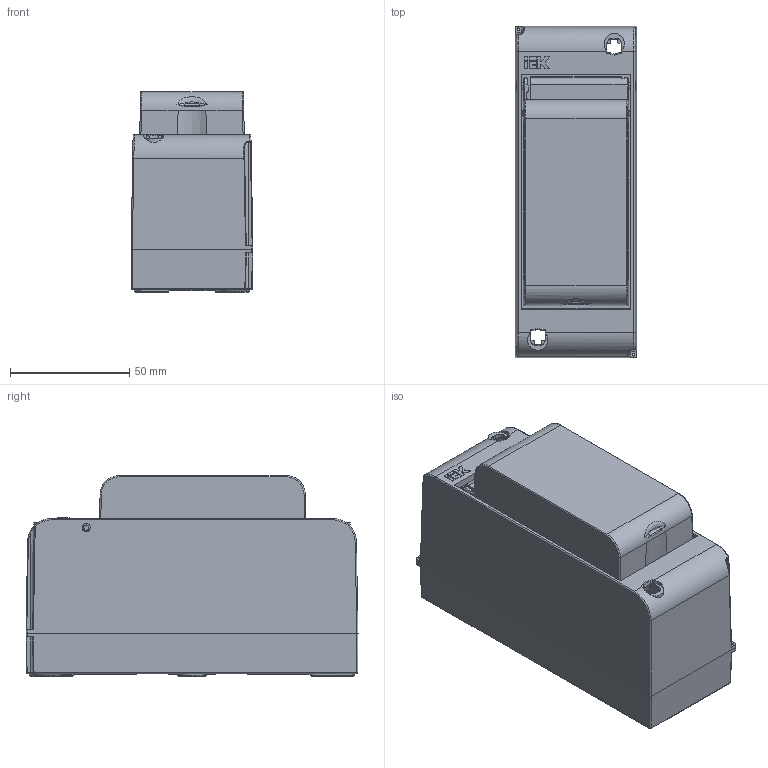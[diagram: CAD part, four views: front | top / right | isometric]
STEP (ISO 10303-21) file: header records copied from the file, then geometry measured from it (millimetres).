
FILE_DESCRIPTION (( 'STEP AP203' ), '1' );
FILE_NAME ('UIM-KP72-N-02-20-K02_UNION Mini Êîðïóñ ïëàñòèê. ÊÌÏí-2 IP30 ÷åðíûé IEK.STEP', '2024-03-27T12:19:25', ( '' ), ( '' ), 'SwSTEP 2.0', 'SolidWorks 2022', '' );
FILE_SCHEMA (( 'CONFIG_CONTROL_DESIGN' ));
Length unit declared in the file: millimetre
Products named in the file (1): UIM-KP72-N-02-20-K02_UNION Mini Корпус пластик. КМПн-2 IP30 черный IEK
Bounding box: 51 x 139 x 84 mm (x, y, z)
Volume: 81203.3 mm3; surface area: 100338.3 mm2
Topology: 3 solids, 3 shells, 1494 faces, 4024 edges, 2595 vertices
Faces by surface type: plane 814, cylinder 295, bspline 197, cone 120, torus 53, sphere 15
Entity records: 54285 total; most frequent: CARTESIAN_POINT 18844, ORIENTED_EDGE 8028, DIRECTION 6427, EDGE_CURVE 4014, VERTEX_POINT 2595, LINE 2577, VECTOR 2577, AXIS2_PLACEMENT_3D 1925
